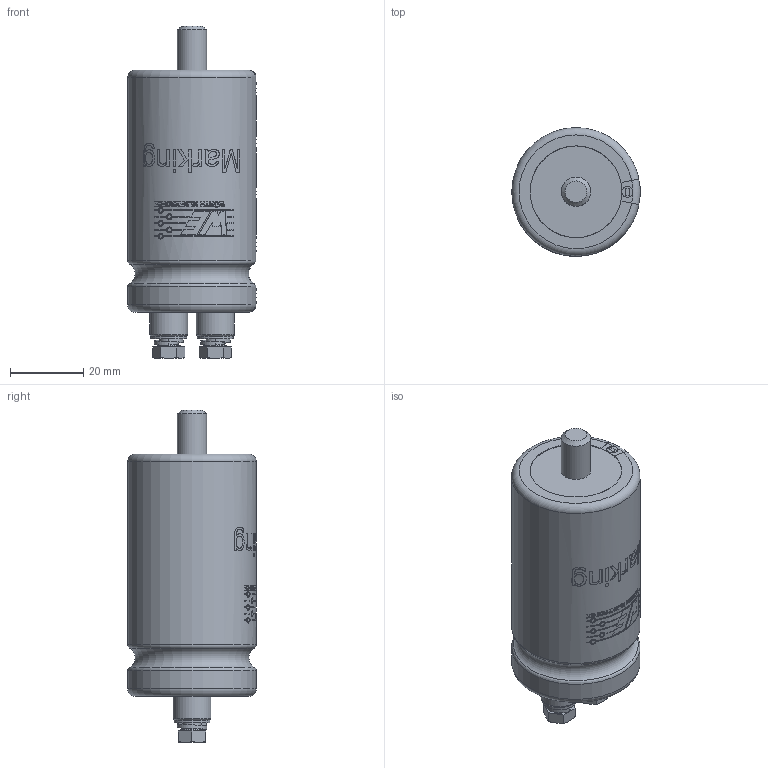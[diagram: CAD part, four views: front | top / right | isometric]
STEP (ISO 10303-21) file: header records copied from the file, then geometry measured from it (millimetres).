
FILE_DESCRIPTION( ( 'Unknown' ), '1' );
FILE_NAME( 'WCAP-AWG5_35x66.stp', 'Unknown', ( 'Unknown' ), ( 'Unknown' ), 'PSStep 21.0.46', 'Unknown', ' ' );
FILE_SCHEMA( ( 'AUTOMOTIVE_DESIGN { 1 0 10303 214 1 1 1 1 }' ) );
Length unit declared in the file: millimetre
Products named in the file (6): Screw_Assembly; Screw_M5x10; spring washer M5; washer M5; Assem1; Capacitor
Assembly tree (6 placements, depth 3):
  Assem1
    Capacitor
    Screw_Assembly  x2
      Screw_M5x10
      spring washer M5
      washer M5
Bounding box: 34.98 x 35 x 90.46 mm (x, y, z)
Volume: 63911.6 mm3; surface area: 11626.6 mm2
Topology: 7 solids, 7 shells, 534 faces, 1324 edges, 876 vertices
Faces by surface type: plane 306, bspline 102, cylinder 87, torus 32, cone 7
Full cylindrical faces by diameter (mm): 3 x2, 4 x1, 4.8 x2, 4.917 x2, 5 x4, 5.1 x2, 6.2 x2, 8 x3, 9.8 x2, 10.3 x2, 25 x2
Entity records: 27284 total; most frequent: CARTESIAN_POINT 12364, ORIENTED_EDGE 2336, DIRECTION 2031, EDGE_CURVE 1168, VERTEX_POINT 798, AXIS2_PLACEMENT_3D 736, EDGE_LOOP 592, LINE 559
